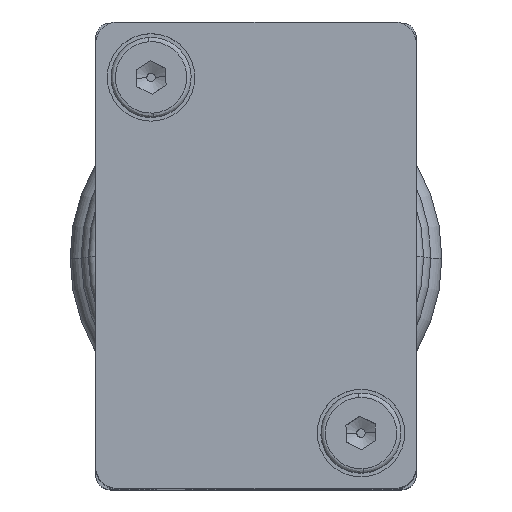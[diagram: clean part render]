
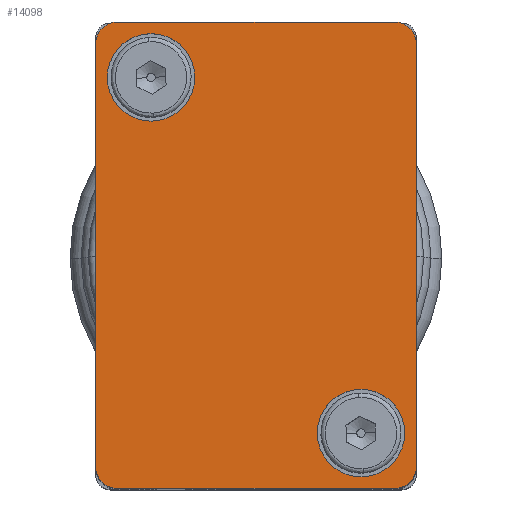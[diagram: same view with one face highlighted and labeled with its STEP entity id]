
A CAD part, top view. The second image highlights one B-rep face of the part: STEP entity #14098.
In plain terms, the highlighted face is planar.
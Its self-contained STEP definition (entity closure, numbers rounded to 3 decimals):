
#12512=CARTESIAN_POINT('',(7.2,6.25,15.2));
#12513=VERTEX_POINT('',#12512);
#12529=CARTESIAN_POINT('',(7.2,6.25,9.2));
#12530=VERTEX_POINT('',#12529);
#12537=CARTESIAN_POINT('',(7.2,6.25,12.2));
#12538=DIRECTION('',(0.0,-1.0,0.0));
#12539=DIRECTION('',(0.0,0.0,1.0));
#12540=AXIS2_PLACEMENT_3D('',#12537,#12538,#12539);
#12541=CIRCLE('',#12540,3.0);
#12542=EDGE_CURVE('',#12513,#12530,#12541,.T.);
#12554=CARTESIAN_POINT('',(-7.2,6.25,-9.2));
#12555=VERTEX_POINT('',#12554);
#12571=CARTESIAN_POINT('',(-7.2,6.25,-15.2));
#12572=VERTEX_POINT('',#12571);
#12579=CARTESIAN_POINT('',(-7.2,6.25,-12.2));
#12580=DIRECTION('',(0.0,-1.0,0.0));
#12581=DIRECTION('',(0.0,0.0,1.0));
#12582=AXIS2_PLACEMENT_3D('',#12579,#12580,#12581);
#12583=CIRCLE('',#12582,3.0);
#12584=EDGE_CURVE('',#12555,#12572,#12583,.T.);
#12596=CARTESIAN_POINT('',(-10.561,6.25,15.561));
#12597=VERTEX_POINT('',#12596);
#12613=CARTESIAN_POINT('',(-9.5,6.25,16.));
#12614=VERTEX_POINT('',#12613);
#12621=CARTESIAN_POINT('',(-9.5,6.25,14.5));
#12622=DIRECTION('',(0.0,-1.,0.0));
#12623=DIRECTION('',(-0.707,0.0,0.707));
#12624=AXIS2_PLACEMENT_3D('',#12621,#12622,#12623);
#12625=CIRCLE('',#12624,1.5);
#12626=EDGE_CURVE('',#12614,#12597,#12625,.T.);
#12638=CARTESIAN_POINT('',(-10.561,6.25,-15.561));
#12639=VERTEX_POINT('',#12638);
#12655=CARTESIAN_POINT('',(-11.0,6.25,-14.5));
#12656=VERTEX_POINT('',#12655);
#12663=CARTESIAN_POINT('',(-9.5,6.25,-14.5));
#12664=DIRECTION('',(0.0,-1.,0.0));
#12665=DIRECTION('',(-0.707,0.0,-0.707));
#12666=AXIS2_PLACEMENT_3D('',#12663,#12664,#12665);
#12667=CIRCLE('',#12666,1.5);
#12668=EDGE_CURVE('',#12656,#12639,#12667,.T.);
#12680=CARTESIAN_POINT('',(10.561,6.25,-15.561));
#12681=VERTEX_POINT('',#12680);
#12697=CARTESIAN_POINT('',(9.5,6.25,-16.0));
#12698=VERTEX_POINT('',#12697);
#12705=CARTESIAN_POINT('',(9.5,6.25,-14.5));
#12706=DIRECTION('',(0.0,-1.,0.0));
#12707=DIRECTION('',(0.707,0.0,-0.707));
#12708=AXIS2_PLACEMENT_3D('',#12705,#12706,#12707);
#12709=CIRCLE('',#12708,1.5);
#12710=EDGE_CURVE('',#12698,#12681,#12709,.T.);
#12722=CARTESIAN_POINT('',(10.561,6.25,15.561));
#12723=VERTEX_POINT('',#12722);
#12739=CARTESIAN_POINT('',(11.0,6.25,14.5));
#12740=VERTEX_POINT('',#12739);
#12747=CARTESIAN_POINT('',(9.5,6.25,14.5));
#12748=DIRECTION('',(0.0,-1.,0.0));
#12749=DIRECTION('',(0.707,0.0,0.707));
#12750=AXIS2_PLACEMENT_3D('',#12747,#12748,#12749);
#12751=CIRCLE('',#12750,1.5);
#12752=EDGE_CURVE('',#12740,#12723,#12751,.T.);
#13971=CARTESIAN_POINT('',(9.5,6.25,16.));
#13972=VERTEX_POINT('',#13971);
#13973=CARTESIAN_POINT('',(9.5,6.25,14.5));
#13974=DIRECTION('',(0.0,-1.,0.0));
#13975=DIRECTION('',(0.707,0.0,0.707));
#13976=AXIS2_PLACEMENT_3D('',#13973,#13974,#13975);
#13977=CIRCLE('',#13976,1.5);
#13978=EDGE_CURVE('',#12723,#13972,#13977,.T.);
#14004=CARTESIAN_POINT('',(9.5,6.25,16.));
#14005=DIRECTION('',(-1.0,0.0,0.0));
#14006=VECTOR('',#14005,19.0);
#14007=LINE('',#14004,#14006);
#14008=EDGE_CURVE('',#13972,#12614,#14007,.T.);
#14020=CARTESIAN_POINT('',(0.,6.25,0.));
#14021=DIRECTION('',(0.0,1.0,0.0));
#14022=DIRECTION('',(0.0,0.0,1.0));
#14023=AXIS2_PLACEMENT_3D('',#14020,#14021,#14022);
#14024=PLANE('',#14023);
#14025=ORIENTED_EDGE('',*,*,#12752,.F.);
#14026=CARTESIAN_POINT('',(11.0,6.25,-14.5));
#14027=VERTEX_POINT('',#14026);
#14028=CARTESIAN_POINT('',(11.0,6.25,-14.5));
#14029=DIRECTION('',(0.0,0.0,1.0));
#14030=VECTOR('',#14029,29.0);
#14031=LINE('',#14028,#14030);
#14032=EDGE_CURVE('',#14027,#12740,#14031,.T.);
#14033=ORIENTED_EDGE('',*,*,#14032,.F.);
#14034=CARTESIAN_POINT('',(9.5,6.25,-14.5));
#14035=DIRECTION('',(0.0,-1.,0.0));
#14036=DIRECTION('',(0.707,0.0,-0.707));
#14037=AXIS2_PLACEMENT_3D('',#14034,#14035,#14036);
#14038=CIRCLE('',#14037,1.5);
#14039=EDGE_CURVE('',#12681,#14027,#14038,.T.);
#14040=ORIENTED_EDGE('',*,*,#14039,.F.);
#14041=ORIENTED_EDGE('',*,*,#12710,.F.);
#14042=CARTESIAN_POINT('',(-9.5,6.25,-16.));
#14043=VERTEX_POINT('',#14042);
#14044=CARTESIAN_POINT('',(-9.5,6.25,-16.));
#14045=DIRECTION('',(1.0,0.0,0.0));
#14046=VECTOR('',#14045,19.0);
#14047=LINE('',#14044,#14046);
#14048=EDGE_CURVE('',#14043,#12698,#14047,.T.);
#14049=ORIENTED_EDGE('',*,*,#14048,.F.);
#14050=CARTESIAN_POINT('',(-9.5,6.25,-14.5));
#14051=DIRECTION('',(0.0,-1.,0.0));
#14052=DIRECTION('',(-0.707,0.0,-0.707));
#14053=AXIS2_PLACEMENT_3D('',#14050,#14051,#14052);
#14054=CIRCLE('',#14053,1.5);
#14055=EDGE_CURVE('',#12639,#14043,#14054,.T.);
#14056=ORIENTED_EDGE('',*,*,#14055,.F.);
#14057=ORIENTED_EDGE('',*,*,#12668,.F.);
#14058=CARTESIAN_POINT('',(-11.0,6.25,14.5));
#14059=VERTEX_POINT('',#14058);
#14060=CARTESIAN_POINT('',(-11.0,6.25,14.5));
#14061=DIRECTION('',(0.0,0.0,-1.0));
#14062=VECTOR('',#14061,29.);
#14063=LINE('',#14060,#14062);
#14064=EDGE_CURVE('',#14059,#12656,#14063,.T.);
#14065=ORIENTED_EDGE('',*,*,#14064,.F.);
#14066=CARTESIAN_POINT('',(-9.5,6.25,14.5));
#14067=DIRECTION('',(0.0,-1.,0.0));
#14068=DIRECTION('',(-0.707,0.0,0.707));
#14069=AXIS2_PLACEMENT_3D('',#14066,#14067,#14068);
#14070=CIRCLE('',#14069,1.5);
#14071=EDGE_CURVE('',#12597,#14059,#14070,.T.);
#14072=ORIENTED_EDGE('',*,*,#14071,.F.);
#14073=ORIENTED_EDGE('',*,*,#12626,.F.);
#14074=ORIENTED_EDGE('',*,*,#14008,.F.);
#14075=ORIENTED_EDGE('',*,*,#13978,.F.);
#14076=EDGE_LOOP('',(#14025,#14033,#14040,#14041,#14049,#14056,#14057,#14065,#14072,#14073,#14074,#14075));
#14077=FACE_OUTER_BOUND('',#14076,.T.);
#14078=ORIENTED_EDGE('',*,*,#12584,.T.);
#14079=CARTESIAN_POINT('',(-7.2,6.25,-12.2));
#14080=DIRECTION('',(0.0,-1.0,0.0));
#14081=DIRECTION('',(0.0,0.0,1.0));
#14082=AXIS2_PLACEMENT_3D('',#14079,#14080,#14081);
#14083=CIRCLE('',#14082,3.0);
#14084=EDGE_CURVE('',#12572,#12555,#14083,.T.);
#14085=ORIENTED_EDGE('',*,*,#14084,.T.);
#14086=EDGE_LOOP('',(#14078,#14085));
#14087=FACE_BOUND('',#14086,.T.);
#14088=ORIENTED_EDGE('',*,*,#12542,.T.);
#14089=CARTESIAN_POINT('',(7.2,6.25,12.2));
#14090=DIRECTION('',(0.0,-1.0,0.0));
#14091=DIRECTION('',(0.0,0.0,1.0));
#14092=AXIS2_PLACEMENT_3D('',#14089,#14090,#14091);
#14093=CIRCLE('',#14092,3.0);
#14094=EDGE_CURVE('',#12530,#12513,#14093,.T.);
#14095=ORIENTED_EDGE('',*,*,#14094,.T.);
#14096=EDGE_LOOP('',(#14088,#14095));
#14097=FACE_BOUND('',#14096,.T.);
#14098=ADVANCED_FACE('',(#14077,#14087,#14097),#14024,.T.);
